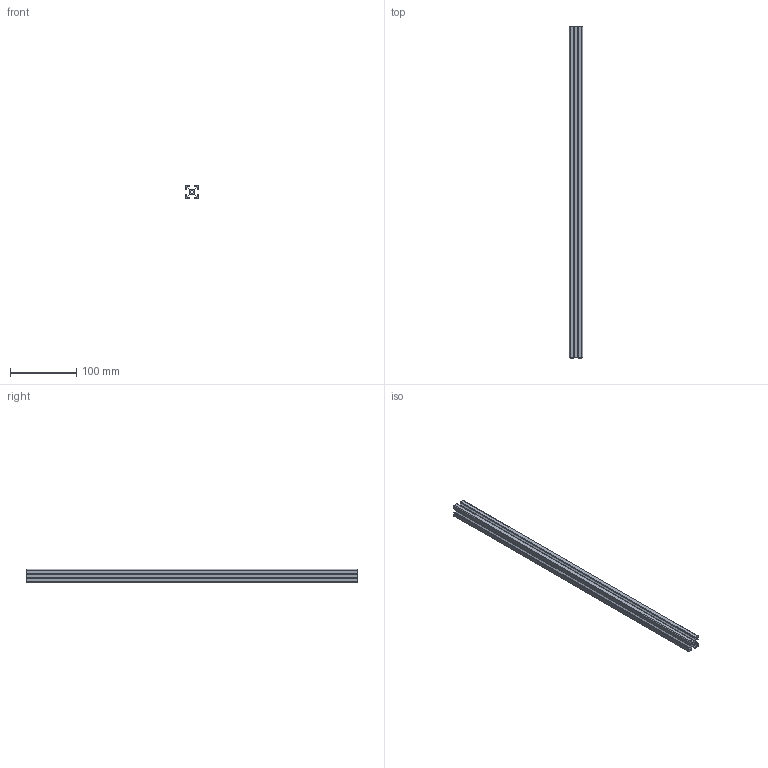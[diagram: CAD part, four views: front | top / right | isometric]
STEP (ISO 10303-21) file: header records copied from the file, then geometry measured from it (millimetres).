
FILE_DESCRIPTION(/* description */ (''),/* implementation_level */ '2;1');
FILE_NAME(/* name */ '2020-extrusion.step',/* time_stamp */ '2024-04-10T21:21:11+05:30',/* author */ (''),/* organization */ (''),/* preprocessor_version */ 'ST-DEVELOPER v20',/* originating_system */ 'Autodesk Translation Framework v12.20.1.177',/* authorisation */ '');
FILE_SCHEMA (('AUTOMOTIVE_DESIGN { 1 0 10303 214 3 1 1 }'));
Length unit declared in the file: millimetre
Products named in the file (1): (Unsaved)
Bounding box: 20 x 500 x 20 mm (x, y, z)
Volume: 83129.3 mm3; surface area: 88331.6 mm2
Topology: 1 solids, 1 shells, 75 faces, 219 edges, 146 vertices
Faces by surface type: plane 54, cylinder 21
Full cylindrical faces by diameter (mm): 4 x1
Entity records: 2512 total; most frequent: CARTESIAN_POINT 441, ORIENTED_EDGE 438, DIRECTION 413, EDGE_CURVE 219, LINE 177, VECTOR 177, VERTEX_POINT 146, AXIS2_PLACEMENT_3D 118
